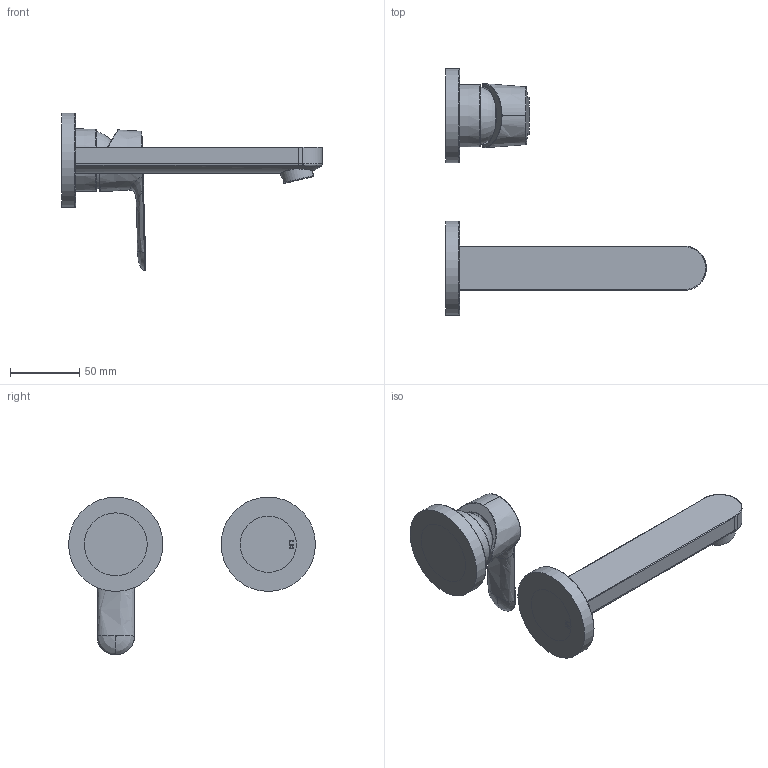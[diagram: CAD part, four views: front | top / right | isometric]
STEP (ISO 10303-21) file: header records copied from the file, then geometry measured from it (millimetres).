
FILE_DESCRIPTION(/* description */ ('Unknown'),/* implementation_level */ '2;1');
FILE_NAME(/* name */ '20474000',/* time_stamp */ '2022-09-10T06:23:11+02:00',/* author */ ('Unknown'),/* organization */ ('GROHE AG'),/* preprocessor_version */ 'ST-DEVELOPER v16.7',/* originating_system */ 'DEX',/* authorisation */ $);
FILE_SCHEMA (('AUTOMOTIVE_DESIGN {1 0 10303 214 3 1 1}'));
Length unit declared in the file: millimetre
Products named in the file (9): 20474000; 02103-02822; 61852-12-00; 02103-400619; 02103-400620; 62302-01-00; 62302-05-00; 62302-12-00; 62302-04-00
Assembly tree (8 placements, depth 2):
  20474000
    02103-02822
    61852-12-00
    02103-400619
    02103-400620
    62302-01-00
    62302-05-00
    62302-12-00
    62302-04-00
Bounding box: 188 x 178 x 113.75 mm (x, y, z)
Volume: 243417.5 mm3; surface area: 78996.1 mm2
Topology: 8 solids, 15 shells, 547 faces, 1402 edges, 914 vertices
Faces by surface type: plane 260, bspline 175, cylinder 56, torus 32, cone 21, sphere 3
Full cylindrical faces by diameter (mm): 6.5 x2, 6.7 x1, 16.95 x1, 18 x2, 19.9 x1, 20.1 x1, 21 x1, 21.2 x1, 22.5 x2, 22.92 x3, 24 x1, 24.5 x1, 40.5 x1, 46 x1, 46.2 x1, 49.3 x1, 68 x2
Entity records: 29592 total; most frequent: CARTESIAN_POINT 16408, ORIENTED_EDGE 2654, DIRECTION 1527, EDGE_CURVE 1327, VERTEX_POINT 886, B_SPLINE_CURVE_WITH_KNOTS 681, EDGE_LOOP 623, FACE_BOUND 623
